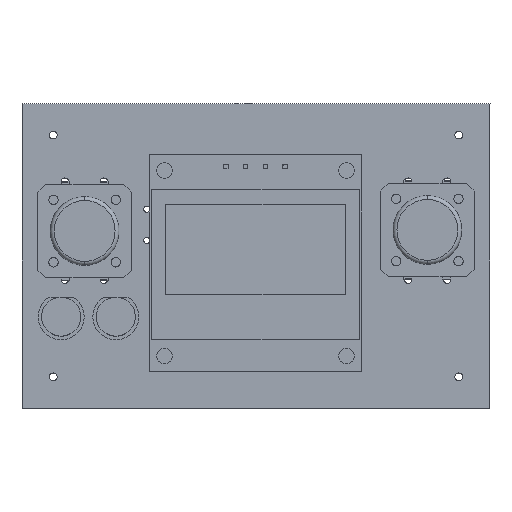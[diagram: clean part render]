
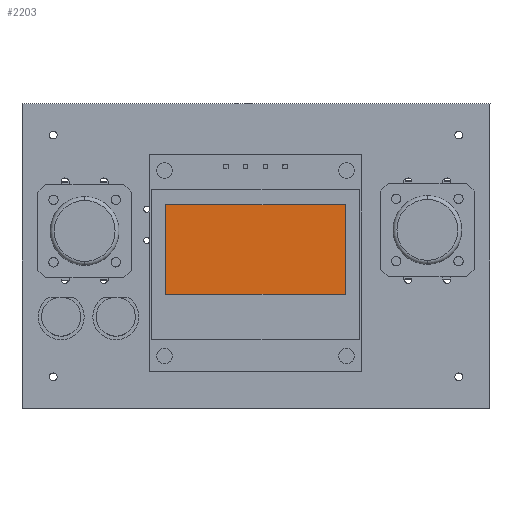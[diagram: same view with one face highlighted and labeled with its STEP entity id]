
A CAD part, top view. The second image highlights one B-rep face of the part: STEP entity #2203.
In plain terms, the highlighted face is planar.
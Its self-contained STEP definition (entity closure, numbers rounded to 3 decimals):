
#2113 = VERTEX_POINT('',#2114);
#2114 = CARTESIAN_POINT('',(11.5,2.9,-7.5));
#2120 = EDGE_CURVE('',#2121,#2113,#2123,.T.);
#2121 = VERTEX_POINT('',#2122);
#2122 = CARTESIAN_POINT('',(11.5,2.9,4.));
#2123 = LINE('',#2124,#2125);
#2124 = CARTESIAN_POINT('',(11.5,2.9,4.));
#2125 = VECTOR('',#2126,1.);
#2126 = DIRECTION('',(0.,0.,-1.));
#2144 = VERTEX_POINT('',#2145);
#2145 = CARTESIAN_POINT('',(-11.5,2.9,-7.5));
#2151 = EDGE_CURVE('',#2113,#2144,#2152,.T.);
#2152 = LINE('',#2153,#2154);
#2153 = CARTESIAN_POINT('',(-11.5,2.9,-7.5));
#2154 = VECTOR('',#2155,1.);
#2155 = DIRECTION('',(-1.,0.,0.));
#2168 = VERTEX_POINT('',#2169);
#2169 = CARTESIAN_POINT('',(-11.5,2.9,4.));
#2175 = EDGE_CURVE('',#2144,#2168,#2176,.T.);
#2176 = LINE('',#2177,#2178);
#2177 = CARTESIAN_POINT('',(-11.5,2.9,4.));
#2178 = VECTOR('',#2179,1.);
#2179 = DIRECTION('',(0.,0.,1.));
#2192 = EDGE_CURVE('',#2168,#2121,#2193,.T.);
#2193 = LINE('',#2194,#2195);
#2194 = CARTESIAN_POINT('',(-11.5,2.9,4.));
#2195 = VECTOR('',#2196,1.);
#2196 = DIRECTION('',(1.,0.,0.));
#2203 = ADVANCED_FACE('',(#2204),#2210,.F.);
#2204 = FACE_BOUND('',#2205,.T.);
#2205 = EDGE_LOOP('',(#2206,#2207,#2208,#2209));
#2206 = ORIENTED_EDGE('',*,*,#2120,.T.);
#2207 = ORIENTED_EDGE('',*,*,#2151,.T.);
#2208 = ORIENTED_EDGE('',*,*,#2175,.T.);
#2209 = ORIENTED_EDGE('',*,*,#2192,.T.);
#2210 = PLANE('',#2211);
#2211 = AXIS2_PLACEMENT_3D('',#2212,#2213,#2214);
#2212 = CARTESIAN_POINT('',(0.,2.9,0.));
#2213 = DIRECTION('',(0.,-1.,0.));
#2214 = DIRECTION('',(0.,0.,-1.));
